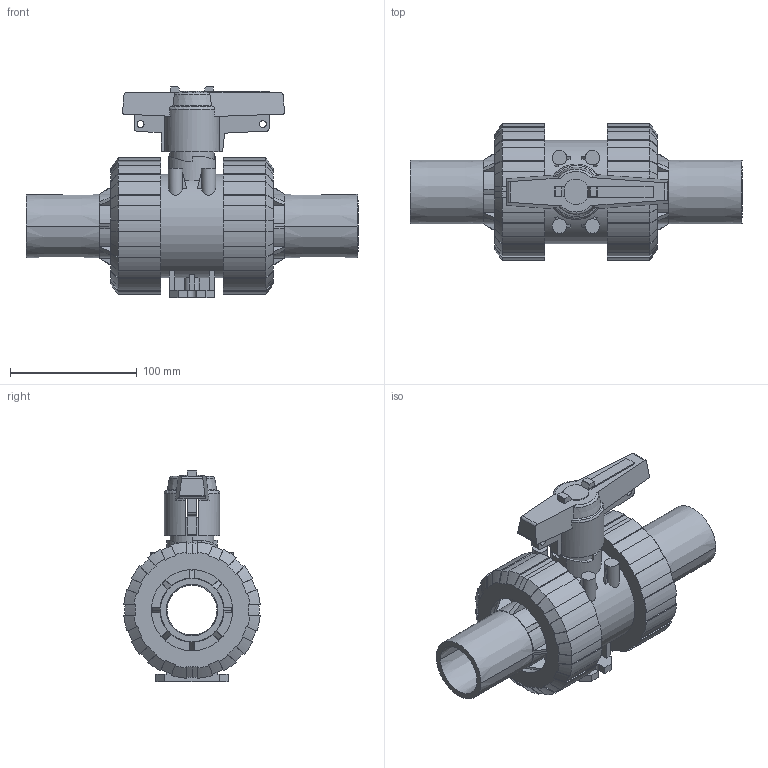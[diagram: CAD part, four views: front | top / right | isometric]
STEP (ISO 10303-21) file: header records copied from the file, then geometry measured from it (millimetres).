
FILE_DESCRIPTION(('STEP AP214'),'1');
FILE_NAME('cctmp_56A8BC0B-2A94-42F8-BACC-F70FCC894965_2021_10_21_08_07_24_0464..stp','2021-10-21T06:07:24',('Praher Valves GmbH'),('CADClick - www.CADClick.com'),'Spatial InterOp 3D',' ','unknown authorization');
FILE_SCHEMA(('AUTOMOTIVE_DESIGN'));
Length unit declared in the file: millimetre
Products named in the file (7): cc_unnamed; 210561_5; 210561_4; 210561_3; 210561_2; 210561_1; 210561
Assembly tree (6 placements, depth 2):
  cc_unnamed
    210561_5
    210561_4
    210561_3
    210561_2
    210561_1
    210561
Bounding box: 262 x 107.62 x 166.87 mm (x, y, z)
Volume: 1008887.2 mm3; surface area: 216725.1 mm2
Topology: 6 solids, 6 shells, 520 faces, 1488 edges, 986 vertices
Faces by surface type: plane 250, cylinder 142, cone 120, torus 8
Entity records: 22105 total; most frequent: CARTESIAN_POINT 4284, ORIENTED_EDGE 2976, DIRECTION 2790, EDGE_CURVE 1488, AXIS2_PLACEMENT_3D 1029, VERTEX_POINT 986, LINE 732, VECTOR 732
